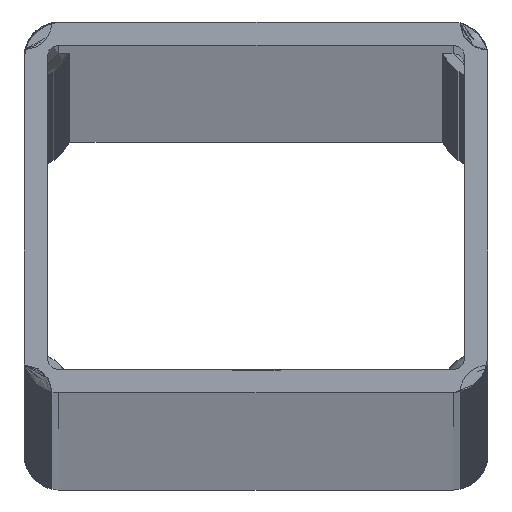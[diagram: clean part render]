
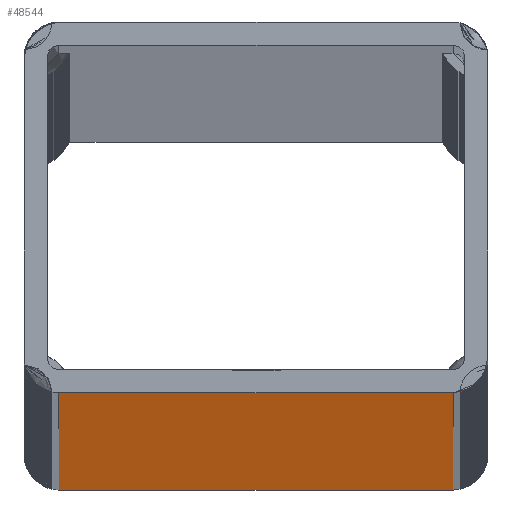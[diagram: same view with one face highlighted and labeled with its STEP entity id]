
A CAD part, top view. The second image highlights one B-rep face of the part: STEP entity #48544.
In plain terms, the highlighted planar face has unit normal (0, -1, 0).
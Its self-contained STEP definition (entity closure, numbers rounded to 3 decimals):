
#6852 = CARTESIAN_POINT ( 'NONE',  ( 21.25, -20., 0. ) ) ;
#8223 = EDGE_CURVE ( 'NONE', #234232, #101131, #192370, .T. ) ;
#11662 = DIRECTION ( 'NONE',  ( 1., 0., 0. ) ) ;
#18100 = VERTEX_POINT ( 'NONE', #6852 ) ;
#20983 = VECTOR ( 'NONE', #89972, 1000. ) ;
#28666 = CARTESIAN_POINT ( 'NONE',  ( -21.25, -20., -6000. ) ) ;
#34653 = VECTOR ( 'NONE', #148668, 1000. ) ;
#48083 = DIRECTION ( 'NONE',  ( 0., -1., 0. ) ) ;
#48544 = ADVANCED_FACE ( 'NONE', ( #86411 ), #246064, .T. ) ;
#52012 = EDGE_LOOP ( 'NONE', ( #181289, #87938, #91928, #161693 ) ) ;
#57144 = CARTESIAN_POINT ( 'NONE',  ( 21.25, -20., -6000. ) ) ;
#62471 = CARTESIAN_POINT ( 'NONE',  ( 21.25, -20., -6000. ) ) ;
#84408 = EDGE_CURVE ( 'NONE', #109129, #18100, #249969, .T. ) ;
#86411 = FACE_OUTER_BOUND ( 'NONE', #52012, .T. ) ;
#87938 = ORIENTED_EDGE ( 'NONE', *, *, #8223, .T. ) ;
#89972 = DIRECTION ( 'NONE',  ( 0., 0., 1. ) ) ;
#91928 = ORIENTED_EDGE ( 'NONE', *, *, #165271, .T. ) ;
#101131 = VERTEX_POINT ( 'NONE', #173184 ) ;
#109129 = VERTEX_POINT ( 'NONE', #57144 ) ;
#119947 = VECTOR ( 'NONE', #11662, 1000. ) ;
#148668 = DIRECTION ( 'NONE',  ( 0., 0., -1. ) ) ;
#150106 = EDGE_CURVE ( 'NONE', #234232, #18100, #225309, .T. ) ;
#151865 = CARTESIAN_POINT ( 'NONE',  ( -25., -20., -6000. ) ) ;
#161693 = ORIENTED_EDGE ( 'NONE', *, *, #84408, .T. ) ;
#165271 = EDGE_CURVE ( 'NONE', #101131, #109129, #202108, .T. ) ;
#171757 = DIRECTION ( 'NONE',  ( 1., 0., 0. ) ) ;
#173184 = CARTESIAN_POINT ( 'NONE',  ( -21.25, -20., -6000. ) ) ;
#181289 = ORIENTED_EDGE ( 'NONE', *, *, #150106, .F. ) ;
#188049 = CARTESIAN_POINT ( 'NONE',  ( -25., -20., -6000. ) ) ;
#192370 = LINE ( 'NONE', #28666, #34653 ) ;
#192450 = DIRECTION ( 'NONE',  ( 0., 0., -1. ) ) ;
#202108 = LINE ( 'NONE', #151865, #214522 ) ;
#212947 = AXIS2_PLACEMENT_3D ( 'NONE', #188049, #48083, #192450 ) ;
#214522 = VECTOR ( 'NONE', #171757, 1000. ) ;
#225309 = LINE ( 'NONE', #228748, #119947 ) ;
#228748 = CARTESIAN_POINT ( 'NONE',  ( -25., -20., 0. ) ) ;
#234232 = VERTEX_POINT ( 'NONE', #238835 ) ;
#238835 = CARTESIAN_POINT ( 'NONE',  ( -21.25, -20., 0. ) ) ;
#246064 = PLANE ( 'NONE',  #212947 ) ;
#249969 = LINE ( 'NONE', #62471, #20983 ) ;
